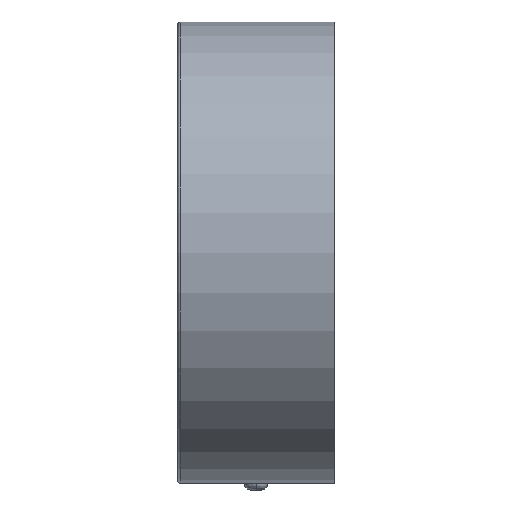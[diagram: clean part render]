
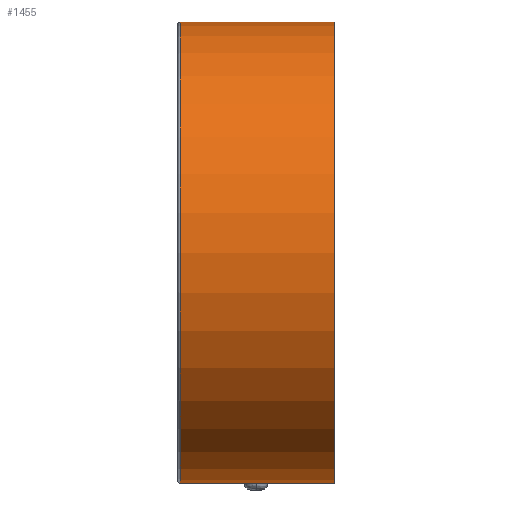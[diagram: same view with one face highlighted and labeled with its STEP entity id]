
A CAD part, left-side view. The second image highlights one B-rep face of the part: STEP entity #1455.
In plain terms, the highlighted cylindrical face has radius 23.5 mm (diameter 47 mm), a partial arc.
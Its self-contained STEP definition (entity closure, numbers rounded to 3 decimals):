
#35=CARTESIAN_POINT('',(0.,0.,0.));
#36=DIRECTION('',(0.,1.,0.));
#37=DIRECTION('',(0.,0.,-1.));
#38=AXIS2_PLACEMENT_3D('',#35,#36,#37);
#409=DIRECTION('',(0.,1.,0.));
#410=VECTOR('',#409,15.7);
#411=CARTESIAN_POINT('',(0.,0.,23.5));
#412=LINE('',#411,#410);
#423=CARTESIAN_POINT('',(0.,15.7,0.));
#424=DIRECTION('',(0.,1.,0.));
#425=DIRECTION('',(0.,0.,-1.));
#426=AXIS2_PLACEMENT_3D('',#423,#424,#425);
#428=DIRECTION('',(0.,1.,0.));
#429=VECTOR('',#428,15.7);
#430=CARTESIAN_POINT('',(0.,0.,-23.5));
#431=LINE('',#430,#429);
#706=CARTESIAN_POINT('',(0.,0.,-23.5));
#707=CARTESIAN_POINT('',(0.,0.,23.5));
#708=VERTEX_POINT('',#706);
#709=VERTEX_POINT('',#707);
#844=CARTESIAN_POINT('',(0.,15.7,-23.5));
#845=VERTEX_POINT('',#844);
#848=CARTESIAN_POINT('',(0.,15.7,23.5));
#849=VERTEX_POINT('',#848);
#1443=CARTESIAN_POINT('',(0.,0.,0.));
#1444=DIRECTION('',(0.,1.,0.));
#1445=DIRECTION('',(1.,0.,0.));
#1446=AXIS2_PLACEMENT_3D('',#1443,#1444,#1445);
#1447=CYLINDRICAL_SURFACE('',#1446,23.5);
#1448=ORIENTED_EDGE('',*,*,#1436,.T.);
#1449=ORIENTED_EDGE('',*,*,#1411,.F.);
#1450=ORIENTED_EDGE('',*,*,#895,.F.);
#1452=ORIENTED_EDGE('',*,*,#1451,.T.);
#1453=EDGE_LOOP('',(#1448,#1449,#1450,#1452));
#1454=FACE_OUTER_BOUND('',#1453,.F.);
#39=CIRCLE('',#38,23.5);
#427=CIRCLE('',#426,23.5);
#895=EDGE_CURVE('',#708,#709,#39,.T.);
#1411=EDGE_CURVE('',#709,#849,#412,.T.);
#1436=EDGE_CURVE('',#845,#849,#427,.T.);
#1451=EDGE_CURVE('',#708,#845,#431,.T.);
#1455=ADVANCED_FACE('',(#1454),#1447,.T.);
